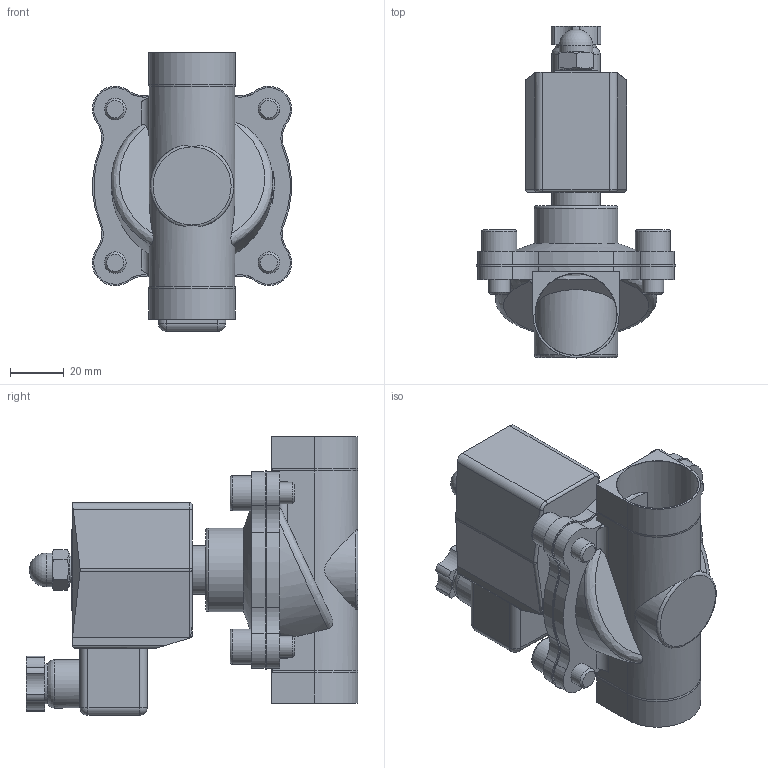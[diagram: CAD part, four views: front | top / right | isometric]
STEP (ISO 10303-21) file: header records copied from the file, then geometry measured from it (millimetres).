
FILE_DESCRIPTION(/* description */ (''),/* implementation_level */ '2;1');
FILE_NAME(/* name */ 'DN25_3D_STEP.stp',/* time_stamp */ '2024-02-15T10:51:10+03:00',/* author */ ('igorr'),/* organization */ (''),/* preprocessor_version */ 'ST-DEVELOPER v19.2',/* originating_system */ 'Autodesk Inventor 2023',/* authorisation */ '');
FILE_SCHEMA (('AUTOMOTIVE_DESIGN { 1 0 10303 214 3 1 1 }'));
Length unit declared in the file: millimetre
Products named in the file (4): Сборка; Деталь1; DIN 1587 - M8; AS 1420 - 1973 - M8 x 16
Assembly tree (6 placements, depth 2):
  Сборка
    Деталь1
    DIN 1587 - M8
    AS 1420 - 1973 - M8 x 16  x4
Bounding box: 74.01 x 123.22 x 103.5 mm (x, y, z)
Volume: 225221.9 mm3; surface area: 49988.6 mm2
Topology: 6 solids, 6 shells, 348 faces, 880 edges, 572 vertices
Faces by surface type: plane 143, cylinder 128, bspline 35, cone 20, torus 17, sphere 5
Full cylindrical faces by diameter (mm): 6.647 x1, 8 x4, 10 x2, 12.5 x1, 13 x4, 15 x1, 18 x2, 30.293 x2, 31 x1
Entity records: 10872 total; most frequent: CARTESIAN_POINT 3377, ORIENTED_EDGE 1538, DIRECTION 1426, EDGE_CURVE 769, AXIS2_PLACEMENT_3D 557, VERTEX_POINT 500, EDGE_LOOP 331, LINE 312
